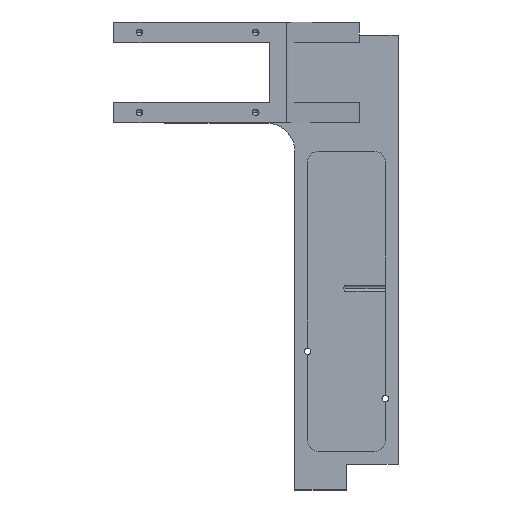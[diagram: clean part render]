
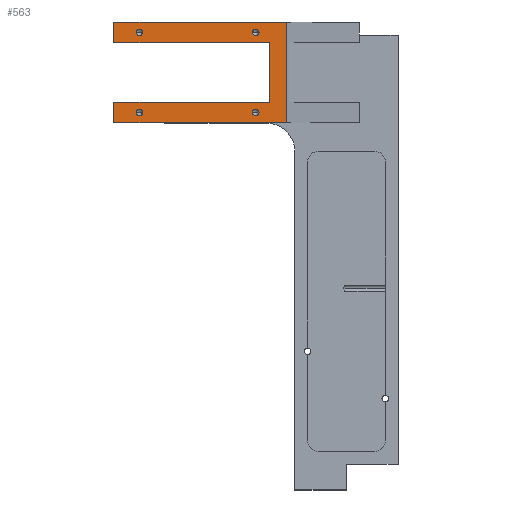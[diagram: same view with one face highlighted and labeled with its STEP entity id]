
A CAD part, top view. The second image highlights one B-rep face of the part: STEP entity #563.
In plain terms, the highlighted planar face has unit normal (0, 0, 1).
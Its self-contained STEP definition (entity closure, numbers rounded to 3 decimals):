
#79 = CIRCLE ( 'NONE', #2185, 1.25 ) ;
#156 = ORIENTED_EDGE ( 'NONE', *, *, #2397, .T. ) ;
#161 = ORIENTED_EDGE ( 'NONE', *, *, #310, .T. ) ;
#196 = EDGE_CURVE ( 'NONE', #2699, #1813, #2315, .T. ) ;
#202 = CARTESIAN_POINT ( 'NONE',  ( -100.079, 1., 48.129 ) ) ;
#207 = LINE ( 'NONE', #739, #1118 ) ;
#220 = DIRECTION ( 'NONE',  ( -1., 0., 0. ) ) ;
#252 = CARTESIAN_POINT ( 'NONE',  ( -100.079, -30., 48.129 ) ) ;
#255 = LINE ( 'NONE', #1373, #2036 ) ;
#310 = EDGE_CURVE ( 'NONE', #919, #2760, #2789, .T. ) ;
#311 = VERTEX_POINT ( 'NONE', #746 ) ;
#357 = VERTEX_POINT ( 'NONE', #1300 ) ;
#385 = FACE_BOUND ( 'NONE', #2923, .T. ) ;
#419 = DIRECTION ( 'NONE',  ( 1., 0., 0. ) ) ;
#428 = CARTESIAN_POINT ( 'NONE',  ( -101.329, 1., 48.129 ) ) ;
#456 = EDGE_LOOP ( 'NONE', ( #2567, #860 ) ) ;
#462 = DIRECTION ( 'NONE',  ( -1., 0., 0. ) ) ;
#476 = VECTOR ( 'NONE', #2359, 1000. ) ;
#481 = DIRECTION ( 'NONE',  ( 0., 0., -1. ) ) ;
#493 = DIRECTION ( 'NONE',  ( -1., 0., 0. ) ) ;
#497 = LINE ( 'NONE', #725, #476 ) ;
#509 = EDGE_CURVE ( 'NONE', #1983, #1072, #1588, .T. ) ;
#518 = VERTEX_POINT ( 'NONE', #2235 ) ;
#519 = VECTOR ( 'NONE', #1991, 1000. ) ;
#551 = CARTESIAN_POINT ( 'NONE',  ( -98.829, 1., 48.129 ) ) ;
#563 = ADVANCED_FACE ( 'NONE', ( #2472, #1807, #1366, #2064, #385 ), #838, .T. ) ;
#568 = DIRECTION ( 'NONE',  ( -1., 0., 0. ) ) ;
#593 = DIRECTION ( 'NONE',  ( 0., 0., -1. ) ) ;
#606 = CARTESIAN_POINT ( 'NONE',  ( -56.329, -30., 48.129 ) ) ;
#611 = AXIS2_PLACEMENT_3D ( 'NONE', #2251, #2695, #1563 ) ;
#613 = CIRCLE ( 'NONE', #2702, 1.25 ) ;
#652 = CARTESIAN_POINT ( 'NONE',  ( -110., -34., 48.129 ) ) ;
#675 = DIRECTION ( 'NONE',  ( 0., 0., -1. ) ) ;
#690 = CARTESIAN_POINT ( 'NONE',  ( -49.686, -26., 48.129 ) ) ;
#711 = ORIENTED_EDGE ( 'NONE', *, *, #509, .T. ) ;
#725 = CARTESIAN_POINT ( 'NONE',  ( -110., -26., 48.129 ) ) ;
#730 = VERTEX_POINT ( 'NONE', #1145 ) ;
#739 = CARTESIAN_POINT ( 'NONE',  ( -43.079, 5., 48.129 ) ) ;
#743 = ORIENTED_EDGE ( 'NONE', *, *, #1965, .T. ) ;
#746 = CARTESIAN_POINT ( 'NONE',  ( -56.329, 1., 48.129 ) ) ;
#788 = ORIENTED_EDGE ( 'NONE', *, *, #2818, .F. ) ;
#809 = CARTESIAN_POINT ( 'NONE',  ( -100.079, -30., 48.129 ) ) ;
#838 = PLANE ( 'NONE',  #611 ) ;
#860 = ORIENTED_EDGE ( 'NONE', *, *, #1565, .T. ) ;
#871 = DIRECTION ( 'NONE',  ( 1., 0., 0. ) ) ;
#872 = CIRCLE ( 'NONE', #1219, 1.25 ) ;
#905 = EDGE_CURVE ( 'NONE', #518, #311, #613, .T. ) ;
#919 = VERTEX_POINT ( 'NONE', #606 ) ;
#929 = VERTEX_POINT ( 'NONE', #2231 ) ;
#996 = ORIENTED_EDGE ( 'NONE', *, *, #2396, .T. ) ;
#1016 = CARTESIAN_POINT ( 'NONE',  ( -43.079, -3., 48.129 ) ) ;
#1018 = VERTEX_POINT ( 'NONE', #1342 ) ;
#1027 = ORIENTED_EDGE ( 'NONE', *, *, #905, .T. ) ;
#1031 = VERTEX_POINT ( 'NONE', #2484 ) ;
#1033 = DIRECTION ( 'NONE',  ( 0., 0., -1. ) ) ;
#1051 = VECTOR ( 'NONE', #871, 1000. ) ;
#1071 = EDGE_CURVE ( 'NONE', #1072, #357, #255, .T. ) ;
#1072 = VERTEX_POINT ( 'NONE', #2765 ) ;
#1118 = VECTOR ( 'NONE', #1834, 1000. ) ;
#1145 = CARTESIAN_POINT ( 'NONE',  ( -98.829, -30., 48.129 ) ) ;
#1168 = DIRECTION ( 'NONE',  ( 0., 0., -1. ) ) ;
#1179 = LINE ( 'NONE', #2577, #2808 ) ;
#1188 = DIRECTION ( 'NONE',  ( 0., 1., 0. ) ) ;
#1189 = EDGE_CURVE ( 'NONE', #311, #518, #79, .T. ) ;
#1219 = AXIS2_PLACEMENT_3D ( 'NONE', #2302, #481, #462 ) ;
#1282 = CARTESIAN_POINT ( 'NONE',  ( -110., -34., 48.129 ) ) ;
#1286 = ORIENTED_EDGE ( 'NONE', *, *, #1425, .F. ) ;
#1300 = CARTESIAN_POINT ( 'NONE',  ( -43.079, 5., 48.129 ) ) ;
#1308 = LINE ( 'NONE', #2244, #2039 ) ;
#1342 = CARTESIAN_POINT ( 'NONE',  ( -110., -26., 48.129 ) ) ;
#1366 = FACE_OUTER_BOUND ( 'NONE', #1620, .T. ) ;
#1373 = CARTESIAN_POINT ( 'NONE',  ( -43.079, -3., 48.129 ) ) ;
#1380 = DIRECTION ( 'NONE',  ( 0., 0., -1. ) ) ;
#1409 = AXIS2_PLACEMENT_3D ( 'NONE', #1668, #1846, #220 ) ;
#1423 = ORIENTED_EDGE ( 'NONE', *, *, #2774, .T. ) ;
#1425 = EDGE_CURVE ( 'NONE', #1018, #2831, #1308, .T. ) ;
#1455 = CIRCLE ( 'NONE', #1641, 1.25 ) ;
#1559 = ORIENTED_EDGE ( 'NONE', *, *, #196, .T. ) ;
#1563 = DIRECTION ( 'NONE',  ( -1., 0., 0. ) ) ;
#1565 = EDGE_CURVE ( 'NONE', #730, #1031, #1455, .T. ) ;
#1588 = LINE ( 'NONE', #652, #1051 ) ;
#1604 = CARTESIAN_POINT ( 'NONE',  ( -110., -3., 48.129 ) ) ;
#1610 = LINE ( 'NONE', #2986, #2291 ) ;
#1620 = EDGE_LOOP ( 'NONE', ( #996, #788, #1627, #743, #1286, #156, #711, #2018 ) ) ;
#1627 = ORIENTED_EDGE ( 'NONE', *, *, #1632, .F. ) ;
#1632 = EDGE_CURVE ( 'NONE', #1717, #1730, #2007, .T. ) ;
#1641 = AXIS2_PLACEMENT_3D ( 'NONE', #252, #675, #493 ) ;
#1662 = DIRECTION ( 'NONE',  ( 0., -1., 0. ) ) ;
#1668 = CARTESIAN_POINT ( 'NONE',  ( -55.079, -30., 48.129 ) ) ;
#1717 = VERTEX_POINT ( 'NONE', #2834 ) ;
#1730 = VERTEX_POINT ( 'NONE', #1604 ) ;
#1807 = FACE_BOUND ( 'NONE', #1906, .T. ) ;
#1813 = VERTEX_POINT ( 'NONE', #428 ) ;
#1834 = DIRECTION ( 'NONE',  ( -1., 0., 0. ) ) ;
#1846 = DIRECTION ( 'NONE',  ( 0., 0., -1. ) ) ;
#1892 = CARTESIAN_POINT ( 'NONE',  ( -55.079, -30., 48.129 ) ) ;
#1906 = EDGE_LOOP ( 'NONE', ( #2466, #1559 ) ) ;
#1949 = ORIENTED_EDGE ( 'NONE', *, *, #1189, .T. ) ;
#1959 = DIRECTION ( 'NONE',  ( 0., 0., -1. ) ) ;
#1965 = EDGE_CURVE ( 'NONE', #1717, #2831, #1179, .T. ) ;
#1978 = AXIS2_PLACEMENT_3D ( 'NONE', #202, #1380, #2311 ) ;
#1983 = VERTEX_POINT ( 'NONE', #1282 ) ;
#1991 = DIRECTION ( 'NONE',  ( -1., 0., 0. ) ) ;
#2007 = LINE ( 'NONE', #1016, #519 ) ;
#2018 = ORIENTED_EDGE ( 'NONE', *, *, #1071, .T. ) ;
#2036 = VECTOR ( 'NONE', #1188, 1000. ) ;
#2039 = VECTOR ( 'NONE', #419, 1000. ) ;
#2064 = FACE_BOUND ( 'NONE', #456, .T. ) ;
#2147 = AXIS2_PLACEMENT_3D ( 'NONE', #809, #1959, #568 ) ;
#2185 = AXIS2_PLACEMENT_3D ( 'NONE', #2612, #1033, #2884 ) ;
#2231 = CARTESIAN_POINT ( 'NONE',  ( -110., 5., 48.129 ) ) ;
#2235 = CARTESIAN_POINT ( 'NONE',  ( -53.829, 1., 48.129 ) ) ;
#2244 = CARTESIAN_POINT ( 'NONE',  ( -110., -26., 48.129 ) ) ;
#2251 = CARTESIAN_POINT ( 'NONE',  ( -43.079, -3., 48.129 ) ) ;
#2291 = VECTOR ( 'NONE', #2787, 1000. ) ;
#2302 = CARTESIAN_POINT ( 'NONE',  ( -100.079, 1., 48.129 ) ) ;
#2311 = DIRECTION ( 'NONE',  ( -1., 0., 0. ) ) ;
#2315 = CIRCLE ( 'NONE', #1978, 1.25 ) ;
#2359 = DIRECTION ( 'NONE',  ( 0., -1., 0. ) ) ;
#2396 = EDGE_CURVE ( 'NONE', #357, #929, #207, .T. ) ;
#2397 = EDGE_CURVE ( 'NONE', #1018, #1983, #497, .T. ) ;
#2466 = ORIENTED_EDGE ( 'NONE', *, *, #2837, .T. ) ;
#2472 = FACE_BOUND ( 'NONE', #2588, .T. ) ;
#2484 = CARTESIAN_POINT ( 'NONE',  ( -101.329, -30., 48.129 ) ) ;
#2555 = AXIS2_PLACEMENT_3D ( 'NONE', #1892, #1168, #2819 ) ;
#2567 = ORIENTED_EDGE ( 'NONE', *, *, #2732, .T. ) ;
#2577 = CARTESIAN_POINT ( 'NONE',  ( -49.686, -3., 48.129 ) ) ;
#2585 = CARTESIAN_POINT ( 'NONE',  ( -53.829, -30., 48.129 ) ) ;
#2588 = EDGE_LOOP ( 'NONE', ( #1949, #1027 ) ) ;
#2612 = CARTESIAN_POINT ( 'NONE',  ( -55.079, 1., 48.129 ) ) ;
#2659 = CIRCLE ( 'NONE', #2147, 1.25 ) ;
#2692 = DIRECTION ( 'NONE',  ( -1., 0., 0. ) ) ;
#2695 = DIRECTION ( 'NONE',  ( 0., 0., 1. ) ) ;
#2699 = VERTEX_POINT ( 'NONE', #551 ) ;
#2702 = AXIS2_PLACEMENT_3D ( 'NONE', #2950, #593, #2692 ) ;
#2720 = CIRCLE ( 'NONE', #1409, 1.25 ) ;
#2732 = EDGE_CURVE ( 'NONE', #1031, #730, #2659, .T. ) ;
#2760 = VERTEX_POINT ( 'NONE', #2585 ) ;
#2765 = CARTESIAN_POINT ( 'NONE',  ( -43.079, -34., 48.129 ) ) ;
#2774 = EDGE_CURVE ( 'NONE', #2760, #919, #2720, .T. ) ;
#2787 = DIRECTION ( 'NONE',  ( 0., 1., 0. ) ) ;
#2789 = CIRCLE ( 'NONE', #2555, 1.25 ) ;
#2808 = VECTOR ( 'NONE', #1662, 1000. ) ;
#2818 = EDGE_CURVE ( 'NONE', #1730, #929, #1610, .T. ) ;
#2819 = DIRECTION ( 'NONE',  ( -1., 0., 0. ) ) ;
#2831 = VERTEX_POINT ( 'NONE', #690 ) ;
#2834 = CARTESIAN_POINT ( 'NONE',  ( -49.686, -3., 48.129 ) ) ;
#2837 = EDGE_CURVE ( 'NONE', #1813, #2699, #872, .T. ) ;
#2884 = DIRECTION ( 'NONE',  ( -1., 0., 0. ) ) ;
#2923 = EDGE_LOOP ( 'NONE', ( #161, #1423 ) ) ;
#2950 = CARTESIAN_POINT ( 'NONE',  ( -55.079, 1., 48.129 ) ) ;
#2986 = CARTESIAN_POINT ( 'NONE',  ( -110., -3., 48.129 ) ) ;
